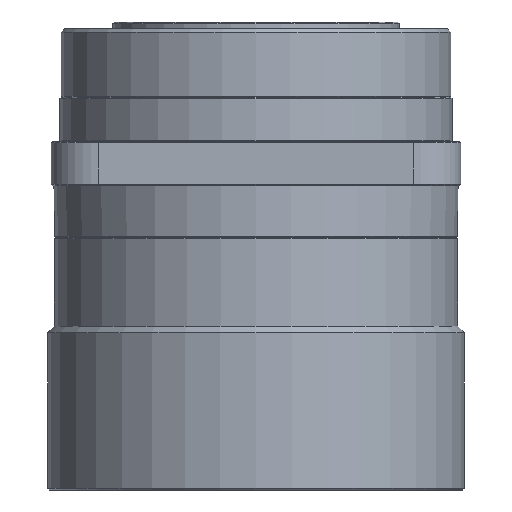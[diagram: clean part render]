
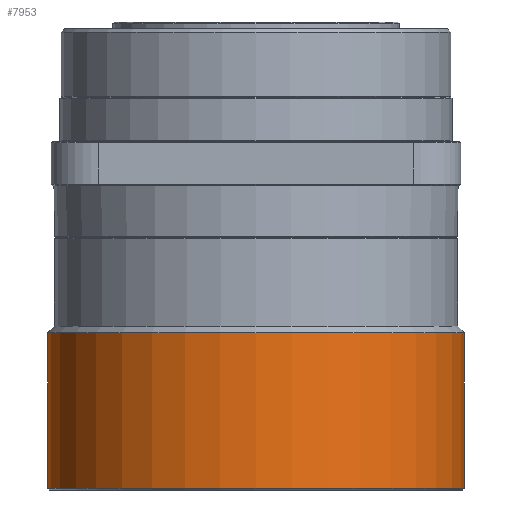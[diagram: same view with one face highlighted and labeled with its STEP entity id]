
A CAD part, front view. The second image highlights one B-rep face of the part: STEP entity #7953.
In plain terms, the highlighted cylindrical face has radius 61 mm (diameter 122 mm), a partial arc.
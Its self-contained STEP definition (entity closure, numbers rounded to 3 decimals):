
#707 = AXIS2_PLACEMENT_3D ( 'NONE', #9546, #9593, #9305 ) ;
#800 = CARTESIAN_POINT ( 'NONE',  ( 61., 0., -73.5 ) ) ;
#1005 = CYLINDRICAL_SURFACE ( 'NONE', #707, 61. ) ;
#2105 = AXIS2_PLACEMENT_3D ( 'NONE', #13909, #4534, #15502 ) ;
#2190 = DIRECTION ( 'NONE',  ( 0., 0., -1. ) ) ;
#2597 = DIRECTION ( 'NONE',  ( -1., 0., 0. ) ) ;
#2620 = DIRECTION ( 'NONE',  ( 0., 0., -1. ) ) ;
#2631 = CARTESIAN_POINT ( 'NONE',  ( 0., 0., -28. ) ) ;
#4072 = FACE_OUTER_BOUND ( 'NONE', #7307, .T. ) ;
#4534 = DIRECTION ( 'NONE',  ( 0., 0., -1. ) ) ;
#5119 = LINE ( 'NONE', #6708, #17685 ) ;
#5851 = ORIENTED_EDGE ( 'NONE', *, *, #14585, .F. ) ;
#6087 = VERTEX_POINT ( 'NONE', #11403 ) ;
#6296 = LINE ( 'NONE', #9559, #10530 ) ;
#6708 = CARTESIAN_POINT ( 'NONE',  ( -61., 0., -74. ) ) ;
#7307 = EDGE_LOOP ( 'NONE', ( #5851, #9159, #20008, #18767 ) ) ;
#7953 = ADVANCED_FACE ( 'NONE', ( #4072 ), #1005, .T. ) ;
#8522 = EDGE_CURVE ( 'NONE', #15369, #6087, #12092, .T. ) ;
#9159 = ORIENTED_EDGE ( 'NONE', *, *, #8522, .T. ) ;
#9305 = DIRECTION ( 'NONE',  ( -1., 0., 0. ) ) ;
#9546 = CARTESIAN_POINT ( 'NONE',  ( 0., 0., -74. ) ) ;
#9559 = CARTESIAN_POINT ( 'NONE',  ( 61., 0., -74. ) ) ;
#9593 = DIRECTION ( 'NONE',  ( 0., 0., -1. ) ) ;
#10530 = VECTOR ( 'NONE', #18991, 1000. ) ;
#11403 = CARTESIAN_POINT ( 'NONE',  ( -61., 0., -28. ) ) ;
#12092 = CIRCLE ( 'NONE', #12671, 61. ) ;
#12489 = CARTESIAN_POINT ( 'NONE',  ( 61., 0., -28. ) ) ;
#12671 = AXIS2_PLACEMENT_3D ( 'NONE', #2631, #2620, #2597 ) ;
#13218 = EDGE_CURVE ( 'NONE', #16487, #16166, #15455, .T. ) ;
#13909 = CARTESIAN_POINT ( 'NONE',  ( 0., 0., -73.5 ) ) ;
#14585 = EDGE_CURVE ( 'NONE', #15369, #16487, #6296, .T. ) ;
#14711 = EDGE_CURVE ( 'NONE', #6087, #16166, #5119, .T. ) ;
#15369 = VERTEX_POINT ( 'NONE', #12489 ) ;
#15455 = CIRCLE ( 'NONE', #2105, 61. ) ;
#15502 = DIRECTION ( 'NONE',  ( 1., 0., 0. ) ) ;
#16166 = VERTEX_POINT ( 'NONE', #16806 ) ;
#16487 = VERTEX_POINT ( 'NONE', #800 ) ;
#16806 = CARTESIAN_POINT ( 'NONE',  ( -61., 0., -73.5 ) ) ;
#17685 = VECTOR ( 'NONE', #2190, 1000. ) ;
#18767 = ORIENTED_EDGE ( 'NONE', *, *, #13218, .F. ) ;
#18991 = DIRECTION ( 'NONE',  ( 0., 0., -1. ) ) ;
#20008 = ORIENTED_EDGE ( 'NONE', *, *, #14711, .T. ) ;
